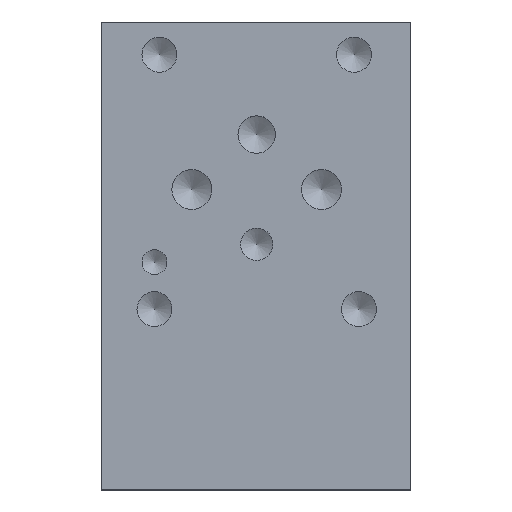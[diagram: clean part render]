
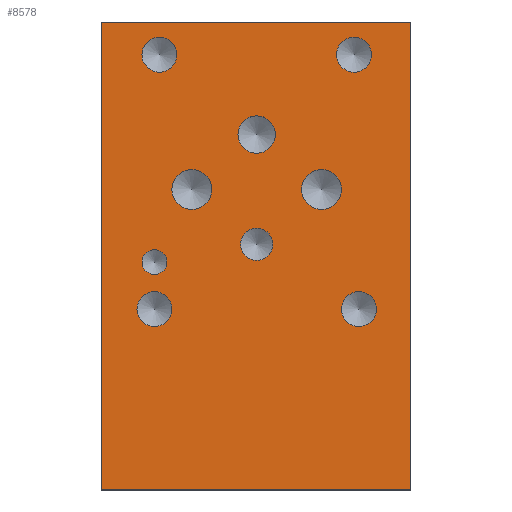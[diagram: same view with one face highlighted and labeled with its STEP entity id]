
A CAD part, top view. The second image highlights one B-rep face of the part: STEP entity #8578.
In plain terms, the highlighted planar face has unit normal (0, 0, 1).
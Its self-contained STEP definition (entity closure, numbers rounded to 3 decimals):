
#115=CIRCLE('',#8942,2.578);
#116=CIRCLE('',#8943,2.578);
#119=CIRCLE('',#8948,2.972);
#120=CIRCLE('',#8949,2.972);
#123=CIRCLE('',#8954,3.175);
#124=CIRCLE('',#8955,3.175);
#127=CIRCLE('',#8960,3.175);
#128=CIRCLE('',#8961,3.175);
#131=CIRCLE('',#8966,1.981);
#132=CIRCLE('',#8967,1.981);
#135=CIRCLE('',#8972,2.781);
#136=CIRCLE('',#8973,2.781);
#139=CIRCLE('',#8978,2.781);
#140=CIRCLE('',#8979,2.781);
#143=CIRCLE('',#8984,2.781);
#144=CIRCLE('',#8985,2.781);
#147=CIRCLE('',#8990,2.781);
#148=CIRCLE('',#8991,2.781);
#209=FACE_BOUND('',#1530,.T.);
#210=FACE_BOUND('',#1531,.T.);
#211=FACE_BOUND('',#1532,.T.);
#212=FACE_BOUND('',#1533,.T.);
#213=FACE_BOUND('',#1534,.T.);
#214=FACE_BOUND('',#1535,.T.);
#215=FACE_BOUND('',#1536,.T.);
#216=FACE_BOUND('',#1537,.T.);
#217=FACE_BOUND('',#1538,.T.);
#1061=FACE_OUTER_BOUND('',#1529,.T.);
#1529=EDGE_LOOP('',(#7497,#7498,#7499,#7500));
#1530=EDGE_LOOP('',(#7501,#7502));
#1531=EDGE_LOOP('',(#7503,#7504));
#1532=EDGE_LOOP('',(#7505,#7506));
#1533=EDGE_LOOP('',(#7507,#7508));
#1534=EDGE_LOOP('',(#7509,#7510));
#1535=EDGE_LOOP('',(#7511,#7512));
#1536=EDGE_LOOP('',(#7513,#7514));
#1537=EDGE_LOOP('',(#7515,#7516));
#1538=EDGE_LOOP('',(#7517,#7518));
#1921=LINE('',#13537,#2730);
#2351=LINE('',#14791,#3160);
#2354=LINE('',#14797,#3163);
#2357=LINE('',#14801,#3166);
#2730=VECTOR('',#9562,10.);
#3160=VECTOR('',#10602,10.);
#3163=VECTOR('',#10607,10.);
#3166=VECTOR('',#10612,10.);
#3585=VERTEX_POINT('',#13534);
#3586=VERTEX_POINT('',#13536);
#3934=VERTEX_POINT('',#14677);
#3935=VERTEX_POINT('',#14678);
#3939=VERTEX_POINT('',#14690);
#3940=VERTEX_POINT('',#14691);
#3944=VERTEX_POINT('',#14703);
#3945=VERTEX_POINT('',#14704);
#3949=VERTEX_POINT('',#14716);
#3950=VERTEX_POINT('',#14717);
#3954=VERTEX_POINT('',#14729);
#3955=VERTEX_POINT('',#14730);
#3959=VERTEX_POINT('',#14742);
#3960=VERTEX_POINT('',#14743);
#3964=VERTEX_POINT('',#14755);
#3965=VERTEX_POINT('',#14756);
#3969=VERTEX_POINT('',#14768);
#3970=VERTEX_POINT('',#14769);
#3974=VERTEX_POINT('',#14781);
#3975=VERTEX_POINT('',#14782);
#3977=VERTEX_POINT('',#14790);
#3979=VERTEX_POINT('',#14796);
#4606=EDGE_CURVE('',#3586,#3585,#1921,.T.);
#5108=EDGE_CURVE('',#3934,#3935,#115,.T.);
#5109=EDGE_CURVE('',#3935,#3934,#116,.T.);
#5114=EDGE_CURVE('',#3939,#3940,#119,.T.);
#5115=EDGE_CURVE('',#3940,#3939,#120,.T.);
#5120=EDGE_CURVE('',#3944,#3945,#123,.T.);
#5121=EDGE_CURVE('',#3945,#3944,#124,.T.);
#5126=EDGE_CURVE('',#3949,#3950,#127,.T.);
#5127=EDGE_CURVE('',#3950,#3949,#128,.T.);
#5132=EDGE_CURVE('',#3954,#3955,#131,.T.);
#5133=EDGE_CURVE('',#3955,#3954,#132,.T.);
#5138=EDGE_CURVE('',#3959,#3960,#135,.T.);
#5139=EDGE_CURVE('',#3960,#3959,#136,.T.);
#5144=EDGE_CURVE('',#3964,#3965,#139,.T.);
#5145=EDGE_CURVE('',#3965,#3964,#140,.T.);
#5150=EDGE_CURVE('',#3969,#3970,#143,.T.);
#5151=EDGE_CURVE('',#3970,#3969,#144,.T.);
#5156=EDGE_CURVE('',#3974,#3975,#147,.T.);
#5157=EDGE_CURVE('',#3975,#3974,#148,.T.);
#5160=EDGE_CURVE('',#3977,#3586,#2351,.T.);
#5163=EDGE_CURVE('',#3979,#3977,#2354,.T.);
#5166=EDGE_CURVE('',#3585,#3979,#2357,.T.);
#7497=ORIENTED_EDGE('',*,*,#5166,.T.);
#7498=ORIENTED_EDGE('',*,*,#5163,.T.);
#7499=ORIENTED_EDGE('',*,*,#5160,.T.);
#7500=ORIENTED_EDGE('',*,*,#4606,.T.);
#7501=ORIENTED_EDGE('',*,*,#5108,.T.);
#7502=ORIENTED_EDGE('',*,*,#5109,.T.);
#7503=ORIENTED_EDGE('',*,*,#5114,.T.);
#7504=ORIENTED_EDGE('',*,*,#5115,.T.);
#7505=ORIENTED_EDGE('',*,*,#5120,.T.);
#7506=ORIENTED_EDGE('',*,*,#5121,.T.);
#7507=ORIENTED_EDGE('',*,*,#5126,.T.);
#7508=ORIENTED_EDGE('',*,*,#5127,.T.);
#7509=ORIENTED_EDGE('',*,*,#5132,.T.);
#7510=ORIENTED_EDGE('',*,*,#5133,.T.);
#7511=ORIENTED_EDGE('',*,*,#5138,.T.);
#7512=ORIENTED_EDGE('',*,*,#5139,.T.);
#7513=ORIENTED_EDGE('',*,*,#5144,.T.);
#7514=ORIENTED_EDGE('',*,*,#5145,.T.);
#7515=ORIENTED_EDGE('',*,*,#5150,.T.);
#7516=ORIENTED_EDGE('',*,*,#5151,.T.);
#7517=ORIENTED_EDGE('',*,*,#5156,.T.);
#7518=ORIENTED_EDGE('',*,*,#5157,.T.);
#7785=PLANE('',#8996);
#8578=ADVANCED_FACE('',(#1061,#209,#210,#211,#212,#213,#214,#215,#216,#217),
#7785,.T.);
#8942=AXIS2_PLACEMENT_3D('',#14679,#10480,#10481);
#8943=AXIS2_PLACEMENT_3D('',#14680,#10482,#10483);
#8948=AXIS2_PLACEMENT_3D('',#14692,#10494,#10495);
#8949=AXIS2_PLACEMENT_3D('',#14693,#10496,#10497);
#8954=AXIS2_PLACEMENT_3D('',#14705,#10508,#10509);
#8955=AXIS2_PLACEMENT_3D('',#14706,#10510,#10511);
#8960=AXIS2_PLACEMENT_3D('',#14718,#10522,#10523);
#8961=AXIS2_PLACEMENT_3D('',#14719,#10524,#10525);
#8966=AXIS2_PLACEMENT_3D('',#14731,#10536,#10537);
#8967=AXIS2_PLACEMENT_3D('',#14732,#10538,#10539);
#8972=AXIS2_PLACEMENT_3D('',#14744,#10550,#10551);
#8973=AXIS2_PLACEMENT_3D('',#14745,#10552,#10553);
#8978=AXIS2_PLACEMENT_3D('',#14757,#10564,#10565);
#8979=AXIS2_PLACEMENT_3D('',#14758,#10566,#10567);
#8984=AXIS2_PLACEMENT_3D('',#14770,#10578,#10579);
#8985=AXIS2_PLACEMENT_3D('',#14771,#10580,#10581);
#8990=AXIS2_PLACEMENT_3D('',#14783,#10592,#10593);
#8991=AXIS2_PLACEMENT_3D('',#14784,#10594,#10595);
#8996=AXIS2_PLACEMENT_3D('',#14802,#10613,#10614);
#9562=DIRECTION('',(0.,-1.,0.));
#10480=DIRECTION('center_axis',(0.,0.,-1.));
#10481=DIRECTION('ref_axis',(1.,0.,0.));
#10482=DIRECTION('center_axis',(0.,0.,-1.));
#10483=DIRECTION('ref_axis',(1.,0.,0.));
#10494=DIRECTION('center_axis',(0.,0.,-1.));
#10495=DIRECTION('ref_axis',(1.,0.,0.));
#10496=DIRECTION('center_axis',(0.,0.,-1.));
#10497=DIRECTION('ref_axis',(1.,0.,0.));
#10508=DIRECTION('center_axis',(0.,0.,-1.));
#10509=DIRECTION('ref_axis',(1.,0.,0.));
#10510=DIRECTION('center_axis',(0.,0.,-1.));
#10511=DIRECTION('ref_axis',(1.,0.,0.));
#10522=DIRECTION('center_axis',(0.,0.,-1.));
#10523=DIRECTION('ref_axis',(1.,0.,0.));
#10524=DIRECTION('center_axis',(0.,0.,-1.));
#10525=DIRECTION('ref_axis',(1.,0.,0.));
#10536=DIRECTION('center_axis',(0.,0.,-1.));
#10537=DIRECTION('ref_axis',(1.,0.,0.));
#10538=DIRECTION('center_axis',(0.,0.,-1.));
#10539=DIRECTION('ref_axis',(1.,0.,0.));
#10550=DIRECTION('center_axis',(0.,0.,-1.));
#10551=DIRECTION('ref_axis',(1.,0.,0.));
#10552=DIRECTION('center_axis',(0.,0.,-1.));
#10553=DIRECTION('ref_axis',(1.,0.,0.));
#10564=DIRECTION('center_axis',(0.,0.,-1.));
#10565=DIRECTION('ref_axis',(1.,0.,0.));
#10566=DIRECTION('center_axis',(0.,0.,-1.));
#10567=DIRECTION('ref_axis',(1.,0.,0.));
#10578=DIRECTION('center_axis',(0.,0.,-1.));
#10579=DIRECTION('ref_axis',(1.,0.,0.));
#10580=DIRECTION('center_axis',(0.,0.,-1.));
#10581=DIRECTION('ref_axis',(1.,0.,0.));
#10592=DIRECTION('center_axis',(0.,0.,-1.));
#10593=DIRECTION('ref_axis',(1.,0.,0.));
#10594=DIRECTION('center_axis',(0.,0.,-1.));
#10595=DIRECTION('ref_axis',(1.,0.,0.));
#10602=DIRECTION('',(-1.,0.,0.));
#10607=DIRECTION('',(0.,1.,0.));
#10612=DIRECTION('',(1.,0.,0.));
#10613=DIRECTION('center_axis',(0.,0.,1.));
#10614=DIRECTION('ref_axis',(1.,0.,0.));
#13534=CARTESIAN_POINT('',(0.,0.,40.132));
#13536=CARTESIAN_POINT('',(0.,74.397,40.132));
#13537=CARTESIAN_POINT('',(0.,74.397,40.132));
#14677=CARTESIAN_POINT('',(27.292,39.014,40.132));
#14678=CARTESIAN_POINT('',(22.136,39.014,40.132));
#14679=CARTESIAN_POINT('Origin',(24.714,39.014,40.132));
#14680=CARTESIAN_POINT('Origin',(24.714,39.014,40.132));
#14690=CARTESIAN_POINT('',(27.686,56.49,40.132));
#14691=CARTESIAN_POINT('',(21.742,56.49,40.132));
#14692=CARTESIAN_POINT('Origin',(24.714,56.49,40.132));
#14693=CARTESIAN_POINT('Origin',(24.714,56.49,40.132));
#14703=CARTESIAN_POINT('',(17.577,47.752,40.132));
#14704=CARTESIAN_POINT('',(11.227,47.752,40.132));
#14705=CARTESIAN_POINT('Origin',(14.402,47.752,40.132));
#14706=CARTESIAN_POINT('Origin',(14.402,47.752,40.132));
#14716=CARTESIAN_POINT('',(38.227,47.752,40.132));
#14717=CARTESIAN_POINT('',(31.877,47.752,40.132));
#14718=CARTESIAN_POINT('Origin',(35.052,47.752,40.132));
#14719=CARTESIAN_POINT('Origin',(35.052,47.752,40.132));
#14729=CARTESIAN_POINT('',(10.439,36.195,40.132));
#14730=CARTESIAN_POINT('',(6.477,36.195,40.132));
#14731=CARTESIAN_POINT('Origin',(8.458,36.195,40.132));
#14732=CARTESIAN_POINT('Origin',(8.458,36.195,40.132));
#14742=CARTESIAN_POINT('',(43.777,28.702,40.132));
#14743=CARTESIAN_POINT('',(38.214,28.702,40.132));
#14744=CARTESIAN_POINT('Origin',(40.996,28.702,40.132));
#14745=CARTESIAN_POINT('Origin',(40.996,28.702,40.132));
#14755=CARTESIAN_POINT('',(12.027,69.19,40.132));
#14756=CARTESIAN_POINT('',(6.464,69.19,40.132));
#14757=CARTESIAN_POINT('Origin',(9.246,69.19,40.132));
#14758=CARTESIAN_POINT('Origin',(9.246,69.19,40.132));
#14768=CARTESIAN_POINT('',(42.99,69.19,40.132));
#14769=CARTESIAN_POINT('',(37.427,69.19,40.132));
#14770=CARTESIAN_POINT('Origin',(40.208,69.19,40.132));
#14771=CARTESIAN_POINT('Origin',(40.208,69.19,40.132));
#14781=CARTESIAN_POINT('',(11.24,28.702,40.132));
#14782=CARTESIAN_POINT('',(5.677,28.702,40.132));
#14783=CARTESIAN_POINT('Origin',(8.458,28.702,40.132));
#14784=CARTESIAN_POINT('Origin',(8.458,28.702,40.132));
#14790=CARTESIAN_POINT('',(49.225,74.397,40.132));
#14791=CARTESIAN_POINT('',(49.225,74.397,40.132));
#14796=CARTESIAN_POINT('',(49.225,0.,40.132));
#14797=CARTESIAN_POINT('',(49.225,0.,40.132));
#14801=CARTESIAN_POINT('',(0.,0.,40.132));
#14802=CARTESIAN_POINT('Origin',(24.613,37.198,40.132));
